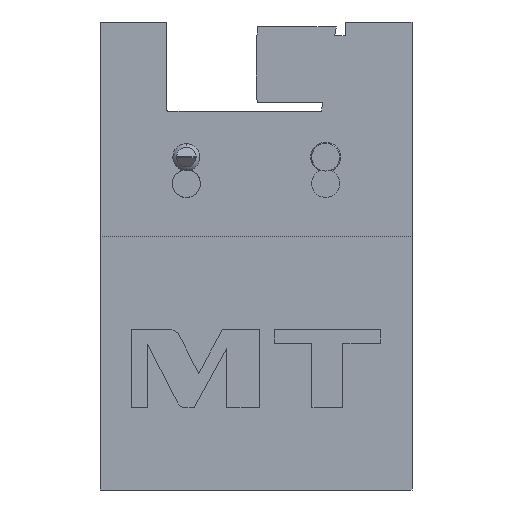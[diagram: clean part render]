
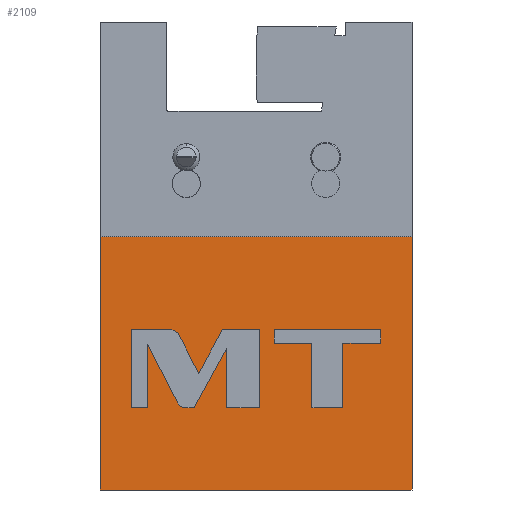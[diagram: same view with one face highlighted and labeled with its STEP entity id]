
A CAD part, left-side view. The second image highlights one B-rep face of the part: STEP entity #2109.
In plain terms, the highlighted planar face has unit normal (-1, 0, 0).
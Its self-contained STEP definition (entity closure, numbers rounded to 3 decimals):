
#229=DIRECTION('',(0.,0.,1.));
#230=VECTOR('',#229,91.);
#231=CARTESIAN_POINT('',(-30.,56.,-57.5));
#232=LINE('',#231,#230);
#249=DIRECTION('',(0.,0.,1.));
#250=VECTOR('',#249,91.);
#251=CARTESIAN_POINT('',(-30.,-56.,-57.5));
#252=LINE('',#251,#250);
#371=DIRECTION('',(0.,-1.,0.));
#372=VECTOR('',#371,112.);
#373=CARTESIAN_POINT('',(-30.,56.,-57.5));
#374=LINE('',#373,#372);
#465=DIRECTION('',(0.,1.,0.));
#466=VECTOR('',#465,112.);
#467=CARTESIAN_POINT('',(-30.,-56.,33.5));
#468=LINE('',#467,#466);
#469=CARTESIAN_POINT('',(-30.,27.679,-1.823));
#470=CARTESIAN_POINT('',(-30.,28.261,-0.698));
#471=CARTESIAN_POINT('',(-30.,29.408,0.));
#472=CARTESIAN_POINT('',(-30.,30.674,0.));
#474=DIRECTION('',(0.,1.,0.));
#475=VECTOR('',#474,14.076);
#476=CARTESIAN_POINT('',(-30.,30.674,0.));
#477=LINE('',#476,#475);
#478=DIRECTION('',(0.,0.,-1.));
#479=VECTOR('',#478,28.);
#480=CARTESIAN_POINT('',(-30.,44.75,0.));
#481=LINE('',#480,#479);
#482=DIRECTION('',(0.,-1.,0.));
#483=VECTOR('',#482,5.824);
#484=CARTESIAN_POINT('',(-30.,44.75,-28.));
#485=LINE('',#484,#483);
#486=DIRECTION('',(0.,0.,1.));
#487=VECTOR('',#486,22.683);
#488=CARTESIAN_POINT('',(-30.,38.926,-28.));
#489=LINE('',#488,#487);
#490=DIRECTION('',(0.,-0.459,-0.888));
#491=VECTOR('',#490,23.484);
#492=CARTESIAN_POINT('',(-30.,38.926,-5.317));
#493=LINE('',#492,#491);
#494=CARTESIAN_POINT('',(-30.,28.14,-26.177));
#495=CARTESIAN_POINT('',(-30.,27.558,-27.303));
#496=CARTESIAN_POINT('',(-30.,26.408,-28.));
#497=CARTESIAN_POINT('',(-30.,25.141,-28.));
#499=DIRECTION('',(0.,-1.,0.));
#500=VECTOR('',#499,2.92);
#501=CARTESIAN_POINT('',(-30.,25.141,-28.));
#502=LINE('',#501,#500);
#503=DIRECTION('',(0.,-0.481,0.877));
#504=VECTOR('',#503,24.294);
#505=CARTESIAN_POINT('',(-30.,22.221,-28.));
#506=LINE('',#505,#504);
#507=DIRECTION('',(0.,0.,-1.));
#508=VECTOR('',#507,21.297);
#509=CARTESIAN_POINT('',(-30.,10.531,-6.703));
#510=LINE('',#509,#508);
#511=DIRECTION('',(0.,-1.,0.));
#512=VECTOR('',#511,11.782);
#513=CARTESIAN_POINT('',(-30.,10.531,-28.));
#514=LINE('',#513,#512);
#515=DIRECTION('',(0.,0.,1.));
#516=VECTOR('',#515,28.);
#517=CARTESIAN_POINT('',(-30.,-1.252,-28.));
#518=LINE('',#517,#516);
#519=DIRECTION('',(0.,1.,0.));
#520=VECTOR('',#519,13.283);
#521=CARTESIAN_POINT('',(-30.,-1.252,0.));
#522=LINE('',#521,#520);
#523=DIRECTION('',(0.,0.481,-0.877));
#524=VECTOR('',#523,17.754);
#525=CARTESIAN_POINT('',(-30.,12.032,0.));
#526=LINE('',#525,#524);
#527=DIRECTION('',(0.,0.459,0.888));
#528=VECTOR('',#527,15.468);
#529=CARTESIAN_POINT('',(-30.,20.575,-15.563));
#530=LINE('',#529,#528);
#531=DIRECTION('',(0.,0.,-1.));
#532=VECTOR('',#531,23.232);
#533=CARTESIAN_POINT('',(-30.,-20.082,-4.768));
#534=LINE('',#533,#532);
#535=DIRECTION('',(0.,-1.,0.));
#536=VECTOR('',#535,11.091);
#537=CARTESIAN_POINT('',(-30.,-20.082,-28.));
#538=LINE('',#537,#536);
#539=DIRECTION('',(0.,0.,1.));
#540=VECTOR('',#539,23.232);
#541=CARTESIAN_POINT('',(-30.,-31.172,-28.));
#542=LINE('',#541,#540);
#543=DIRECTION('',(0.,-1.,0.));
#544=VECTOR('',#543,13.574);
#545=CARTESIAN_POINT('',(-30.,-31.172,-4.768));
#546=LINE('',#545,#544);
#547=DIRECTION('',(0.,0.,1.));
#548=VECTOR('',#547,4.768);
#549=CARTESIAN_POINT('',(-30.,-44.747,-4.768));
#550=LINE('',#549,#548);
#551=DIRECTION('',(0.,1.,0.));
#552=VECTOR('',#551,38.24);
#553=CARTESIAN_POINT('',(-30.,-44.747,0.));
#554=LINE('',#553,#552);
#555=DIRECTION('',(0.,0.,-1.));
#556=VECTOR('',#555,4.768);
#557=CARTESIAN_POINT('',(-30.,-6.507,0.));
#558=LINE('',#557,#556);
#559=DIRECTION('',(0.,-1.,0.));
#560=VECTOR('',#559,13.574);
#561=CARTESIAN_POINT('',(-30.,-6.507,-4.768));
#562=LINE('',#561,#560);
#1141=CARTESIAN_POINT('',(-30.,56.,33.5));
#1142=VERTEX_POINT('',#1141);
#1143=CARTESIAN_POINT('',(-30.,56.,-57.5));
#1144=VERTEX_POINT('',#1143);
#1145=CARTESIAN_POINT('',(-30.,-56.,-57.5));
#1146=VERTEX_POINT('',#1145);
#1147=CARTESIAN_POINT('',(-30.,-56.,33.5));
#1148=VERTEX_POINT('',#1147);
#1389=CARTESIAN_POINT('',(-30.,27.679,-1.823));
#1390=VERTEX_POINT('',#1389);
#1391=CARTESIAN_POINT('',(-30.,30.674,0.));
#1392=VERTEX_POINT('',#1391);
#1393=CARTESIAN_POINT('',(-30.,44.75,0.));
#1394=VERTEX_POINT('',#1393);
#1395=CARTESIAN_POINT('',(-30.,44.75,-28.));
#1396=VERTEX_POINT('',#1395);
#1397=CARTESIAN_POINT('',(-30.,38.926,-28.));
#1398=VERTEX_POINT('',#1397);
#1399=CARTESIAN_POINT('',(-30.,38.926,-5.317));
#1400=VERTEX_POINT('',#1399);
#1401=CARTESIAN_POINT('',(-30.,28.14,-26.177));
#1402=VERTEX_POINT('',#1401);
#1403=CARTESIAN_POINT('',(-30.,25.141,-28.));
#1404=VERTEX_POINT('',#1403);
#1405=CARTESIAN_POINT('',(-30.,22.221,-28.));
#1406=VERTEX_POINT('',#1405);
#1407=CARTESIAN_POINT('',(-30.,10.531,-6.703));
#1408=VERTEX_POINT('',#1407);
#1409=CARTESIAN_POINT('',(-30.,10.531,-28.));
#1410=VERTEX_POINT('',#1409);
#1411=CARTESIAN_POINT('',(-30.,-1.252,-28.));
#1412=VERTEX_POINT('',#1411);
#1413=CARTESIAN_POINT('',(-30.,-1.252,0.));
#1414=VERTEX_POINT('',#1413);
#1415=CARTESIAN_POINT('',(-30.,12.032,0.));
#1416=VERTEX_POINT('',#1415);
#1417=CARTESIAN_POINT('',(-30.,20.575,-15.563));
#1418=VERTEX_POINT('',#1417);
#1419=CARTESIAN_POINT('',(-30.,-20.082,-4.768));
#1420=VERTEX_POINT('',#1419);
#1421=CARTESIAN_POINT('',(-30.,-20.082,-28.));
#1422=VERTEX_POINT('',#1421);
#1423=CARTESIAN_POINT('',(-30.,-31.172,-28.));
#1424=VERTEX_POINT('',#1423);
#1425=CARTESIAN_POINT('',(-30.,-31.172,-4.768));
#1426=VERTEX_POINT('',#1425);
#1427=CARTESIAN_POINT('',(-30.,-44.747,-4.768));
#1428=VERTEX_POINT('',#1427);
#1429=CARTESIAN_POINT('',(-30.,-44.747,0.));
#1430=VERTEX_POINT('',#1429);
#1431=CARTESIAN_POINT('',(-30.,-6.507,0.));
#1432=VERTEX_POINT('',#1431);
#1433=CARTESIAN_POINT('',(-30.,-6.507,-4.768));
#1434=VERTEX_POINT('',#1433);
#2048=CARTESIAN_POINT('',(-30.,-58.5,33.5));
#2049=DIRECTION('',(1.,0.,0.));
#2050=DIRECTION('',(0.,0.,-1.));
#2051=AXIS2_PLACEMENT_3D('',#2048,#2049,#2050);
#2052=PLANE('',#2051);
#2053=ORIENTED_EDGE('',*,*,#1722,.T.);
#2054=ORIENTED_EDGE('',*,*,#1739,.F.);
#2055=ORIENTED_EDGE('',*,*,#1756,.F.);
#2056=ORIENTED_EDGE('',*,*,#1885,.F.);
#2057=EDGE_LOOP('',(#2053,#2054,#2055,#2056));
#2058=FACE_OUTER_BOUND('',#2057,.F.);
#2060=ORIENTED_EDGE('',*,*,#2059,.T.);
#2062=ORIENTED_EDGE('',*,*,#2061,.T.);
#2064=ORIENTED_EDGE('',*,*,#2063,.T.);
#2066=ORIENTED_EDGE('',*,*,#2065,.T.);
#2068=ORIENTED_EDGE('',*,*,#2067,.T.);
#2070=ORIENTED_EDGE('',*,*,#2069,.T.);
#2072=ORIENTED_EDGE('',*,*,#2071,.T.);
#2074=ORIENTED_EDGE('',*,*,#2073,.T.);
#2076=ORIENTED_EDGE('',*,*,#2075,.T.);
#2078=ORIENTED_EDGE('',*,*,#2077,.T.);
#2080=ORIENTED_EDGE('',*,*,#2079,.T.);
#2082=ORIENTED_EDGE('',*,*,#2081,.T.);
#2084=ORIENTED_EDGE('',*,*,#2083,.T.);
#2086=ORIENTED_EDGE('',*,*,#2085,.T.);
#2088=ORIENTED_EDGE('',*,*,#2087,.T.);
#2089=EDGE_LOOP('',(#2060,#2062,#2064,#2066,#2068,#2070,#2072,#2074,#2076,#2078,
#2080,#2082,#2084,#2086,#2088));
#2090=FACE_BOUND('',#2089,.F.);
#2092=ORIENTED_EDGE('',*,*,#2091,.T.);
#2094=ORIENTED_EDGE('',*,*,#2093,.T.);
#2096=ORIENTED_EDGE('',*,*,#2095,.T.);
#2098=ORIENTED_EDGE('',*,*,#2097,.T.);
#2100=ORIENTED_EDGE('',*,*,#2099,.T.);
#2102=ORIENTED_EDGE('',*,*,#2101,.T.);
#2104=ORIENTED_EDGE('',*,*,#2103,.T.);
#2106=ORIENTED_EDGE('',*,*,#2105,.T.);
#2107=EDGE_LOOP('',(#2092,#2094,#2096,#2098,#2100,#2102,#2104,#2106));
#2108=FACE_BOUND('',#2107,.F.);
#2109=ADVANCED_FACE('',(#2058,#2090,#2108),#2052,.F.);
#473=B_SPLINE_CURVE_WITH_KNOTS('',3,(#469,#470,#471,#472),.UNSPECIFIED.,.F.,.F.,
(4,4),(0.,1.),.UNSPECIFIED.);
#498=B_SPLINE_CURVE_WITH_KNOTS('',3,(#494,#495,#496,#497),.UNSPECIFIED.,.F.,.F.,
(4,4),(0.,1.),.UNSPECIFIED.);
#1722=EDGE_CURVE('',#1144,#1142,#232,.T.);
#1739=EDGE_CURVE('',#1148,#1142,#468,.T.);
#1756=EDGE_CURVE('',#1146,#1148,#252,.T.);
#1885=EDGE_CURVE('',#1144,#1146,#374,.T.);
#2059=EDGE_CURVE('',#1390,#1392,#473,.T.);
#2061=EDGE_CURVE('',#1392,#1394,#477,.T.);
#2063=EDGE_CURVE('',#1394,#1396,#481,.T.);
#2065=EDGE_CURVE('',#1396,#1398,#485,.T.);
#2067=EDGE_CURVE('',#1398,#1400,#489,.T.);
#2069=EDGE_CURVE('',#1400,#1402,#493,.T.);
#2071=EDGE_CURVE('',#1402,#1404,#498,.T.);
#2073=EDGE_CURVE('',#1404,#1406,#502,.T.);
#2075=EDGE_CURVE('',#1406,#1408,#506,.T.);
#2077=EDGE_CURVE('',#1408,#1410,#510,.T.);
#2079=EDGE_CURVE('',#1410,#1412,#514,.T.);
#2081=EDGE_CURVE('',#1412,#1414,#518,.T.);
#2083=EDGE_CURVE('',#1414,#1416,#522,.T.);
#2085=EDGE_CURVE('',#1416,#1418,#526,.T.);
#2087=EDGE_CURVE('',#1418,#1390,#530,.T.);
#2091=EDGE_CURVE('',#1420,#1422,#534,.T.);
#2093=EDGE_CURVE('',#1422,#1424,#538,.T.);
#2095=EDGE_CURVE('',#1424,#1426,#542,.T.);
#2097=EDGE_CURVE('',#1426,#1428,#546,.T.);
#2099=EDGE_CURVE('',#1428,#1430,#550,.T.);
#2101=EDGE_CURVE('',#1430,#1432,#554,.T.);
#2103=EDGE_CURVE('',#1432,#1434,#558,.T.);
#2105=EDGE_CURVE('',#1434,#1420,#562,.T.);
